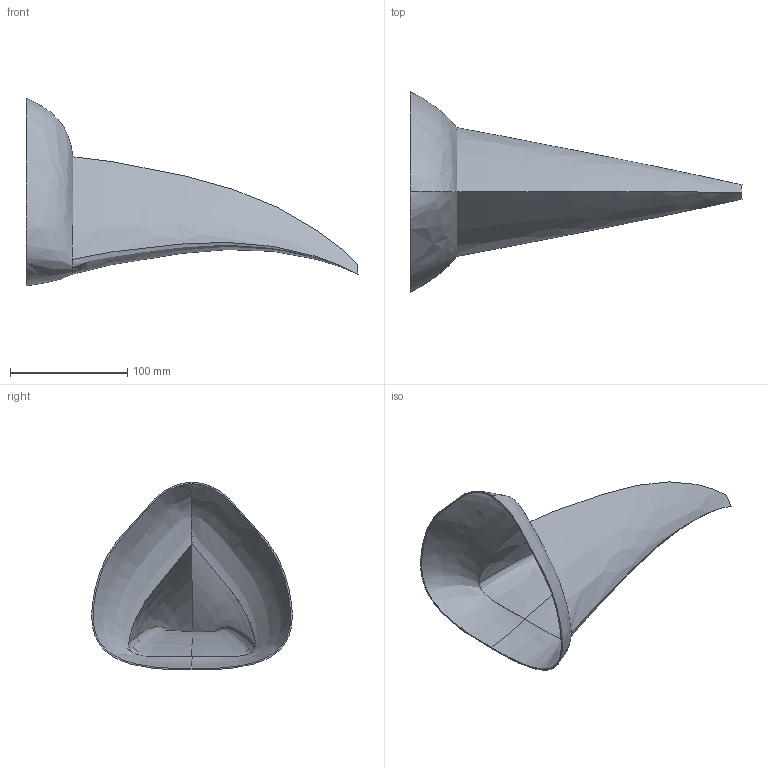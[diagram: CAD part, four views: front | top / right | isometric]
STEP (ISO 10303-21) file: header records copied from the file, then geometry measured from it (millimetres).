
FILE_DESCRIPTION(/* description */ (''),/* implementation_level */ '2;1');
FILE_NAME(/* name */ 'Plague Mask v2.stp',/* time_stamp */ '2025-09-12T00:18:57+02:00',/* author */ (''),/* organization */ (''),/* preprocessor_version */ 'ST-DEVELOPER v20.1',/* originating_system */ 'Autodesk Translation Framework v14.10.0.0',/* authorisation */ '');
FILE_SCHEMA (('AUTOMOTIVE_DESIGN { 1 0 10303 214 3 1 1 }'));
Length unit declared in the file: millimetre
Products named in the file (1): Plague Mask
Bounding box: 283.12 x 170.92 x 160 mm (x, y, z)
Volume: 83370.5 mm3; surface area: 139157.3 mm2
Topology: 1 solids, 1 shells, 15 faces, 47 edges, 33 vertices
Faces by surface type: bspline 12, plane 3
Entity records: 4102 total; most frequent: CARTESIAN_POINT 3786, ORIENTED_EDGE 90, EDGE_CURVE 45, VERTEX_POINT 33, B_SPLINE_CURVE_WITH_KNOTS 25, EDGE_LOOP 16, FACE_OUTER_BOUND 15, ADVANCED_FACE 15
